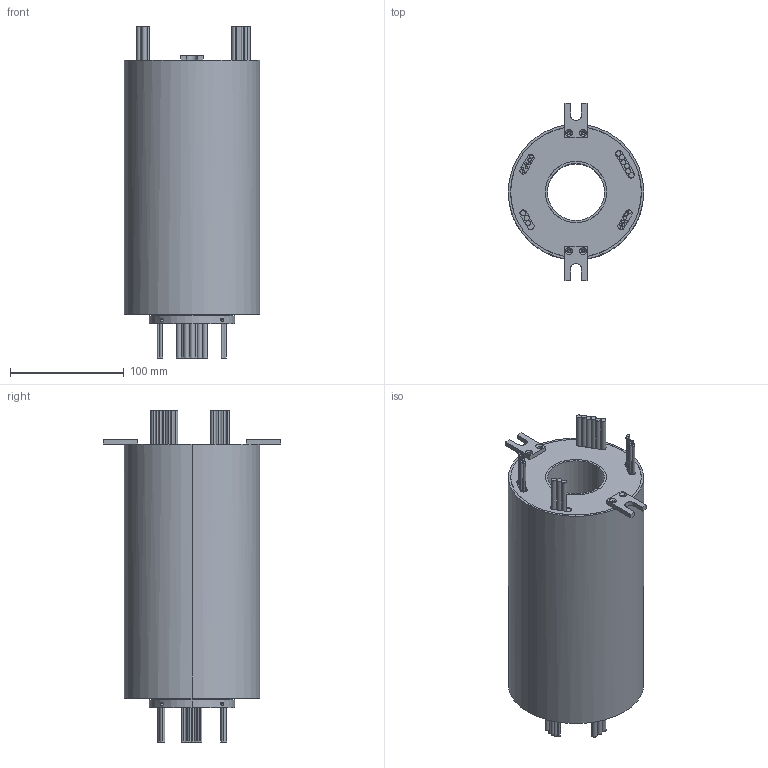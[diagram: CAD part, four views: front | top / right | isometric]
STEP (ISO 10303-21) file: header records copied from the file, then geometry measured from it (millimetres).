
FILE_DESCRIPTION (( 'STEP AP203' ), '1' );
FILE_NAME ('MT050-S36.STEP', '2020-11-04T07:02:35', ( '微软用户' ), ( '微软中国' ), 'SwSTEP 2.0', 'SolidWorks 2014', '' );
FILE_SCHEMA (( 'CONFIG_CONTROL_DESIGN' ));
Length unit declared in the file: millimetre
Products named in the file (1): MT050-S36
Bounding box: 119 x 156 x 291.8 mm (x, y, z)
Volume: 2079732.7 mm3; surface area: 165515.2 mm2
Topology: 1 solids, 1 shells, 291 faces, 650 edges, 420 vertices
Faces by surface type: cylinder 176, plane 99, cone 16
Entity records: 8649 total; most frequent: CARTESIAN_POINT 1770, DIRECTION 1566, ORIENTED_EDGE 1284, AXIS2_PLACEMENT_3D 648, EDGE_CURVE 642, VERTEX_POINT 420, EDGE_LOOP 372, CIRCLE 356
